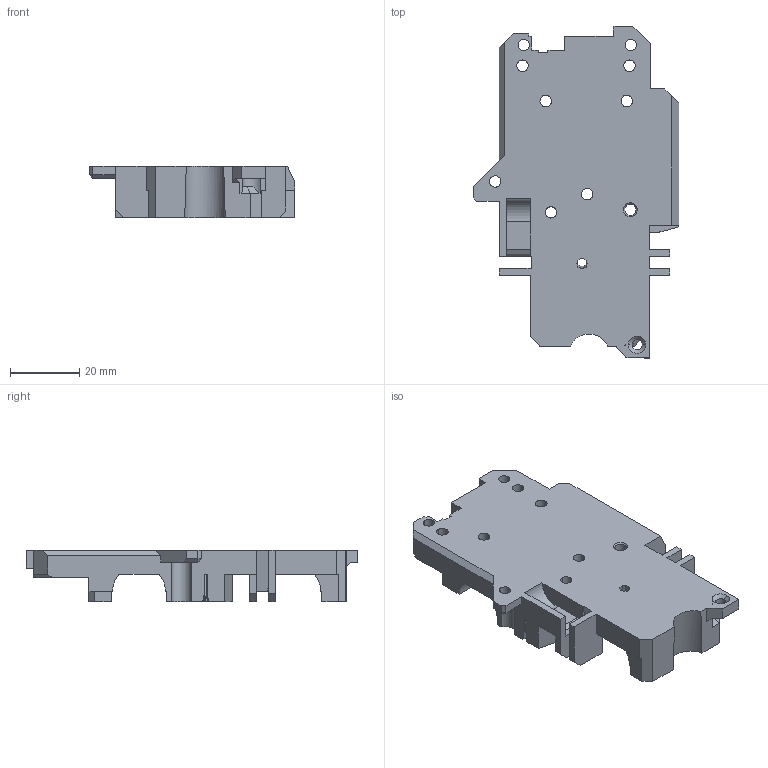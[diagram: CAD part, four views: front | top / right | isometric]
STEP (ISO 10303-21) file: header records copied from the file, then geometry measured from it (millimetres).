
FILE_DESCRIPTION (( 'STEP AP203' ), '1' );
FILE_NAME ('Extruder X Carriage.STEP', '2020-08-07T05:33:11', ( '' ), ( '' ), 'SwSTEP 2.0', 'SolidWorks 2018', '' );
FILE_SCHEMA (( 'CONFIG_CONTROL_DESIGN' ));
Length unit declared in the file: millimetre
Products named in the file (1): Extruder X Carriage
Bounding box: 59.51 x 96.2 x 15 mm (x, y, z)
Volume: 36041.1 mm3; surface area: 17984 mm2
Topology: 1 solids, 1 shells, 488 faces, 1423 edges, 934 vertices
Faces by surface type: plane 413, cylinder 69, cone 6
Entity records: 16269 total; most frequent: CARTESIAN_POINT 3105, ORIENTED_EDGE 2846, DIRECTION 2547, EDGE_CURVE 1423, LINE 1221, VECTOR 1221, VERTEX_POINT 934, AXIS2_PLACEMENT_3D 663
